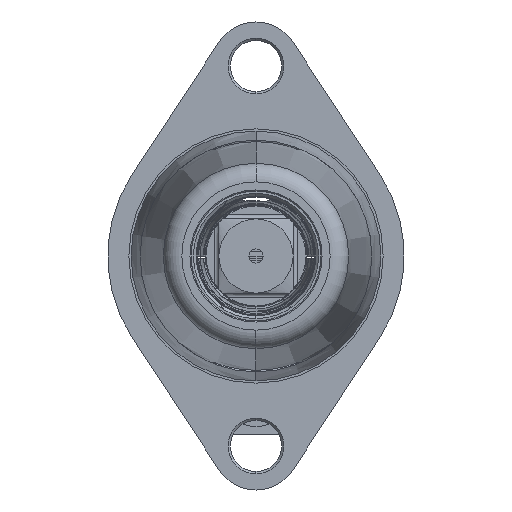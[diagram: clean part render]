
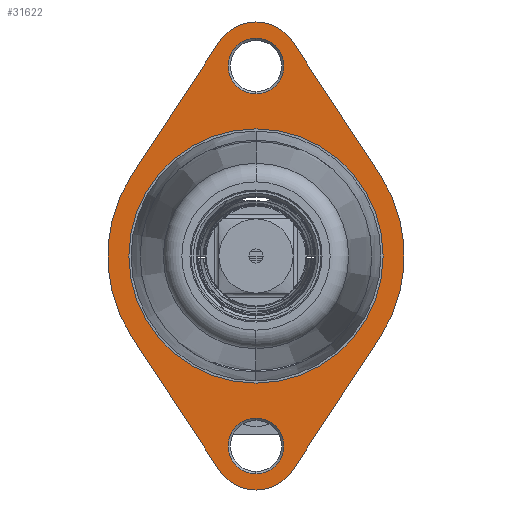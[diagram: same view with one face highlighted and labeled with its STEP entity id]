
A CAD part, left-side view. The second image highlights one B-rep face of the part: STEP entity #31622.
In plain terms, the highlighted planar face has unit normal (-1, 0, 0).
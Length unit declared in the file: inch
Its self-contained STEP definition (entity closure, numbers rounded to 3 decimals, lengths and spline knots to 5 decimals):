
#30110=CARTESIAN_POINT('',(-21.6154,0.005,0.));
#30111=DIRECTION('',(-1.,0.,0.));
#30112=DIRECTION('',(0.,0.,-1.));
#30113=AXIS2_PLACEMENT_3D('',#30110,#30111,#30112);
#30115=CARTESIAN_POINT('',(-21.6154,0.005,0.));
#30116=DIRECTION('',(-1.,0.,0.));
#30117=DIRECTION('',(0.,0.,1.));
#30118=AXIS2_PLACEMENT_3D('',#30115,#30116,#30117);
#30120=CARTESIAN_POINT('',(-21.6154,0.005,2.5625));
#30121=DIRECTION('',(1.,0.,0.));
#30122=DIRECTION('',(0.,0.836,0.549));
#30123=AXIS2_PLACEMENT_3D('',#30120,#30121,#30122);
#30125=DIRECTION('',(0.,0.549,0.836));
#30126=VECTOR('',#30125,2.14233);
#30127=CARTESIAN_POINT('',(-21.6154,-1.66706,1.09737));
#30128=LINE('',#30127,#30126);
#30129=CARTESIAN_POINT('',(-21.6154,0.005,0.));
#30130=DIRECTION('',(1.,0.,0.));
#30131=DIRECTION('',(0.,-0.836,0.549));
#30132=AXIS2_PLACEMENT_3D('',#30129,#30130,#30131);
#30134=DIRECTION('',(0.,-0.549,0.836));
#30135=VECTOR('',#30134,2.14233);
#30136=CARTESIAN_POINT('',(-21.6154,-0.4916,-2.88842));
#30137=LINE('',#30136,#30135);
#30138=CARTESIAN_POINT('',(-21.6154,0.005,-2.5625));
#30139=DIRECTION('',(1.,0.,0.));
#30140=DIRECTION('',(0.,-0.836,-0.549));
#30141=AXIS2_PLACEMENT_3D('',#30138,#30139,#30140);
#30143=DIRECTION('',(0.,-0.549,-0.836));
#30144=VECTOR('',#30143,2.14233);
#30145=CARTESIAN_POINT('',(-21.6154,1.67706,-1.09737));
#30146=LINE('',#30145,#30144);
#30147=CARTESIAN_POINT('',(-21.6154,0.005,0.));
#30148=DIRECTION('',(1.,0.,0.));
#30149=DIRECTION('',(0.,0.836,-0.549));
#30150=AXIS2_PLACEMENT_3D('',#30147,#30148,#30149);
#30152=DIRECTION('',(0.,0.549,-0.836));
#30153=VECTOR('',#30152,2.14233);
#30154=CARTESIAN_POINT('',(-21.6154,0.5016,2.88842));
#30155=LINE('',#30154,#30153);
#31344=CARTESIAN_POINT('',(-21.6154,0.005,2.5625));
#31345=DIRECTION('',(-1.,0.,0.));
#31346=DIRECTION('',(0.,0.,1.));
#31347=AXIS2_PLACEMENT_3D('',#31344,#31345,#31346);
#31354=CARTESIAN_POINT('',(-21.6154,0.005,2.5625));
#31355=DIRECTION('',(-1.,0.,0.));
#31356=DIRECTION('',(0.,0.,-1.));
#31357=AXIS2_PLACEMENT_3D('',#31354,#31355,#31356);
#31372=CARTESIAN_POINT('',(-21.6154,0.005,-2.5625));
#31373=DIRECTION('',(-1.,0.,0.));
#31374=DIRECTION('',(0.,0.,1.));
#31375=AXIS2_PLACEMENT_3D('',#31372,#31373,#31374);
#31382=CARTESIAN_POINT('',(-21.6154,0.005,-2.5625));
#31383=DIRECTION('',(-1.,0.,0.));
#31384=DIRECTION('',(0.,0.,-1.));
#31385=AXIS2_PLACEMENT_3D('',#31382,#31383,#31384);
#31460=CARTESIAN_POINT('',(-21.6154,0.005,1.715));
#31461=CARTESIAN_POINT('',(-21.6154,0.005,-1.715));
#31462=VERTEX_POINT('',#31460);
#31463=VERTEX_POINT('',#31461);
#31464=CARTESIAN_POINT('',(-21.6154,0.5016,2.88842));
#31465=CARTESIAN_POINT('',(-21.6154,-0.4916,2.88842));
#31466=VERTEX_POINT('',#31464);
#31467=VERTEX_POINT('',#31465);
#31468=CARTESIAN_POINT('',(-21.6154,1.67706,1.09737));
#31469=VERTEX_POINT('',#31468);
#31470=CARTESIAN_POINT('',(-21.6154,1.67706,-1.09737));
#31471=VERTEX_POINT('',#31470);
#31472=CARTESIAN_POINT('',(-21.6154,0.5016,-2.88842));
#31473=VERTEX_POINT('',#31472);
#31474=CARTESIAN_POINT('',(-21.6154,-0.4916,-2.88842));
#31475=VERTEX_POINT('',#31474);
#31476=CARTESIAN_POINT('',(-21.6154,-1.66706,-1.09737));
#31477=VERTEX_POINT('',#31476);
#31478=CARTESIAN_POINT('',(-21.6154,-1.66706,1.09737));
#31479=VERTEX_POINT('',#31478);
#31512=CARTESIAN_POINT('',(-21.6154,0.005,2.9375));
#31513=CARTESIAN_POINT('',(-21.6154,0.005,2.1875));
#31514=VERTEX_POINT('',#31512);
#31515=VERTEX_POINT('',#31513);
#31520=CARTESIAN_POINT('',(-21.6154,0.005,-2.1875));
#31521=CARTESIAN_POINT('',(-21.6154,0.005,-2.9375));
#31522=VERTEX_POINT('',#31520);
#31523=VERTEX_POINT('',#31521);
#31581=CARTESIAN_POINT('',(-21.6154,0.005,0.));
#31582=DIRECTION('',(1.,0.,0.));
#31583=DIRECTION('',(0.,0.,-1.));
#31584=AXIS2_PLACEMENT_3D('',#31581,#31582,#31583);
#31585=PLANE('',#31584);
#31587=ORIENTED_EDGE('',*,*,#31586,.T.);
#31589=ORIENTED_EDGE('',*,*,#31588,.F.);
#31591=ORIENTED_EDGE('',*,*,#31590,.T.);
#31593=ORIENTED_EDGE('',*,*,#31592,.F.);
#31595=ORIENTED_EDGE('',*,*,#31594,.T.);
#31597=ORIENTED_EDGE('',*,*,#31596,.F.);
#31599=ORIENTED_EDGE('',*,*,#31598,.T.);
#31601=ORIENTED_EDGE('',*,*,#31600,.F.);
#31602=EDGE_LOOP('',(#31587,#31589,#31591,#31593,#31595,#31597,#31599,#31601));
#31603=FACE_OUTER_BOUND('',#31602,.F.);
#31605=ORIENTED_EDGE('',*,*,#31604,.T.);
#31607=ORIENTED_EDGE('',*,*,#31606,.T.);
#31608=EDGE_LOOP('',(#31605,#31607));
#31609=FACE_BOUND('',#31608,.F.);
#31611=ORIENTED_EDGE('',*,*,#31610,.T.);
#31613=ORIENTED_EDGE('',*,*,#31612,.T.);
#31614=EDGE_LOOP('',(#31611,#31613));
#31615=FACE_BOUND('',#31614,.F.);
#31617=ORIENTED_EDGE('',*,*,#31616,.T.);
#31619=ORIENTED_EDGE('',*,*,#31618,.T.);
#31620=EDGE_LOOP('',(#31617,#31619));
#31621=FACE_BOUND('',#31620,.F.);
#31622=ADVANCED_FACE('',(#31603,#31609,#31615,#31621),#31585,.F.);
#30114=CIRCLE('',#30113,1.715);
#30119=CIRCLE('',#30118,1.715);
#30124=CIRCLE('',#30123,0.594);
#30133=CIRCLE('',#30132,2.);
#30142=CIRCLE('',#30141,0.594);
#30151=CIRCLE('',#30150,2.);
#31348=CIRCLE('',#31347,0.375);
#31358=CIRCLE('',#31357,0.375);
#31376=CIRCLE('',#31375,0.375);
#31386=CIRCLE('',#31385,0.375);
#31586=EDGE_CURVE('',#31466,#31467,#30124,.T.);
#31588=EDGE_CURVE('',#31479,#31467,#30128,.T.);
#31590=EDGE_CURVE('',#31479,#31477,#30133,.T.);
#31592=EDGE_CURVE('',#31475,#31477,#30137,.T.);
#31594=EDGE_CURVE('',#31475,#31473,#30142,.T.);
#31596=EDGE_CURVE('',#31471,#31473,#30146,.T.);
#31598=EDGE_CURVE('',#31471,#31469,#30151,.T.);
#31600=EDGE_CURVE('',#31466,#31469,#30155,.T.);
#31604=EDGE_CURVE('',#31463,#31462,#30114,.T.);
#31606=EDGE_CURVE('',#31462,#31463,#30119,.T.);
#31610=EDGE_CURVE('',#31515,#31514,#31358,.T.);
#31612=EDGE_CURVE('',#31514,#31515,#31348,.T.);
#31616=EDGE_CURVE('',#31523,#31522,#31386,.T.);
#31618=EDGE_CURVE('',#31522,#31523,#31376,.T.);
